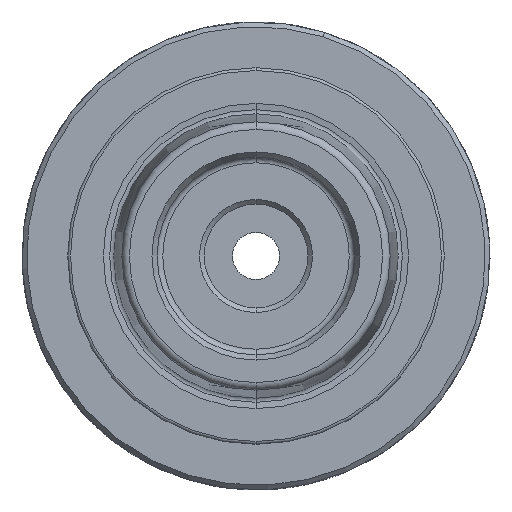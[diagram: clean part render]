
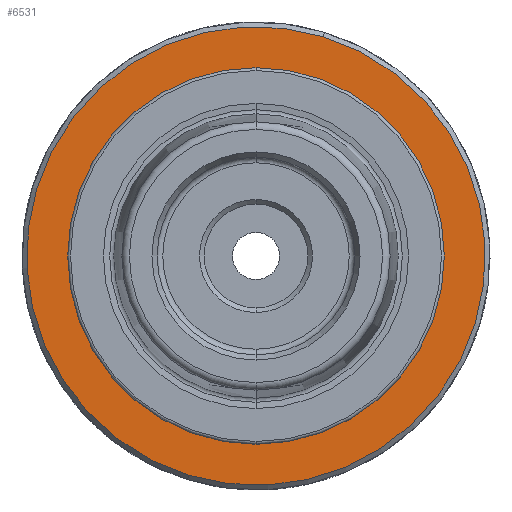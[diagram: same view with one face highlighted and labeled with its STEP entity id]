
A CAD part, left-side view. The second image highlights one B-rep face of the part: STEP entity #6531.
In plain terms, the highlighted planar face has unit normal (-1, 0, 0).
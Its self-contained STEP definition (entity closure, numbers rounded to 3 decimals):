
#208 = AXIS2_PLACEMENT_3D ( 'NONE', #5571, #2250, #6143 ) ;
#320 = VERTEX_POINT ( 'NONE', #3389 ) ;
#366 = FACE_OUTER_BOUND ( 'NONE', #849, .T. ) ;
#402 = CIRCLE ( 'NONE', #208, 24.35 ) ;
#815 = VERTEX_POINT ( 'NONE', #1705 ) ;
#849 = EDGE_LOOP ( 'NONE', ( #2300, #1048 ) ) ;
#1048 = ORIENTED_EDGE ( 'NONE', *, *, #4218, .T. ) ;
#1204 = CARTESIAN_POINT ( 'NONE',  ( -22.5, 0., 19.25 ) ) ;
#1343 = VERTEX_POINT ( 'NONE', #1204 ) ;
#1705 = CARTESIAN_POINT ( 'NONE',  ( -22.5, 0., -19.25 ) ) ;
#1873 = AXIS2_PLACEMENT_3D ( 'NONE', #6559, #3253, #7146 ) ;
#2250 = DIRECTION ( 'NONE',  ( -1., 0., 0. ) ) ;
#2300 = ORIENTED_EDGE ( 'NONE', *, *, #4432, .T. ) ;
#2322 = DIRECTION ( 'NONE',  ( -1., 0., 0. ) ) ;
#2462 = EDGE_LOOP ( 'NONE', ( #2621, #5887 ) ) ;
#2568 = EDGE_CURVE ( 'NONE', #815, #1343, #4744, .T. ) ;
#2621 = ORIENTED_EDGE ( 'NONE', *, *, #3067, .F. ) ;
#3067 = EDGE_CURVE ( 'NONE', #1343, #815, #6931, .T. ) ;
#3154 = CARTESIAN_POINT ( 'NONE',  ( -22.5, 0., 0. ) ) ;
#3216 = DIRECTION ( 'NONE',  ( -1., 0., 0. ) ) ;
#3253 = DIRECTION ( 'NONE',  ( 1., 0., 0. ) ) ;
#3307 = CIRCLE ( 'NONE', #4326, 24.35 ) ;
#3389 = CARTESIAN_POINT ( 'NONE',  ( -22.5, 0., 24.35 ) ) ;
#3711 = DIRECTION ( 'NONE',  ( 0., 0., 1. ) ) ;
#3798 = AXIS2_PLACEMENT_3D ( 'NONE', #3154, #7054, #3711 ) ;
#4218 = EDGE_CURVE ( 'NONE', #320, #5759, #402, .T. ) ;
#4326 = AXIS2_PLACEMENT_3D ( 'NONE', #6550, #3216, #7105 ) ;
#4432 = EDGE_CURVE ( 'NONE', #5759, #320, #3307, .T. ) ;
#4663 = FACE_BOUND ( 'NONE', #2462, .T. ) ;
#4744 = CIRCLE ( 'NONE', #3798, 19.25 ) ;
#5391 = AXIS2_PLACEMENT_3D ( 'NONE', #5630, #2322, #6211 ) ;
#5455 = PLANE ( 'NONE',  #1873 ) ;
#5571 = CARTESIAN_POINT ( 'NONE',  ( -22.5, 0., 0. ) ) ;
#5630 = CARTESIAN_POINT ( 'NONE',  ( -22.5, 0., 0. ) ) ;
#5759 = VERTEX_POINT ( 'NONE', #6119 ) ;
#5887 = ORIENTED_EDGE ( 'NONE', *, *, #2568, .F. ) ;
#6119 = CARTESIAN_POINT ( 'NONE',  ( -22.5, 0., -24.35 ) ) ;
#6143 = DIRECTION ( 'NONE',  ( 0., 0., 1. ) ) ;
#6211 = DIRECTION ( 'NONE',  ( 0., 0., 1. ) ) ;
#6531 = ADVANCED_FACE ( 'NONE', ( #4663, #366 ), #5455, .F. ) ;
#6550 = CARTESIAN_POINT ( 'NONE',  ( -22.5, 0., 0. ) ) ;
#6559 = CARTESIAN_POINT ( 'NONE',  ( -22.5, 19.25, 0. ) ) ;
#6931 = CIRCLE ( 'NONE', #5391, 19.25 ) ;
#7054 = DIRECTION ( 'NONE',  ( -1., 0., 0. ) ) ;
#7105 = DIRECTION ( 'NONE',  ( 0., 0., 1. ) ) ;
#7146 = DIRECTION ( 'NONE',  ( 0., 0., -1. ) ) ;
